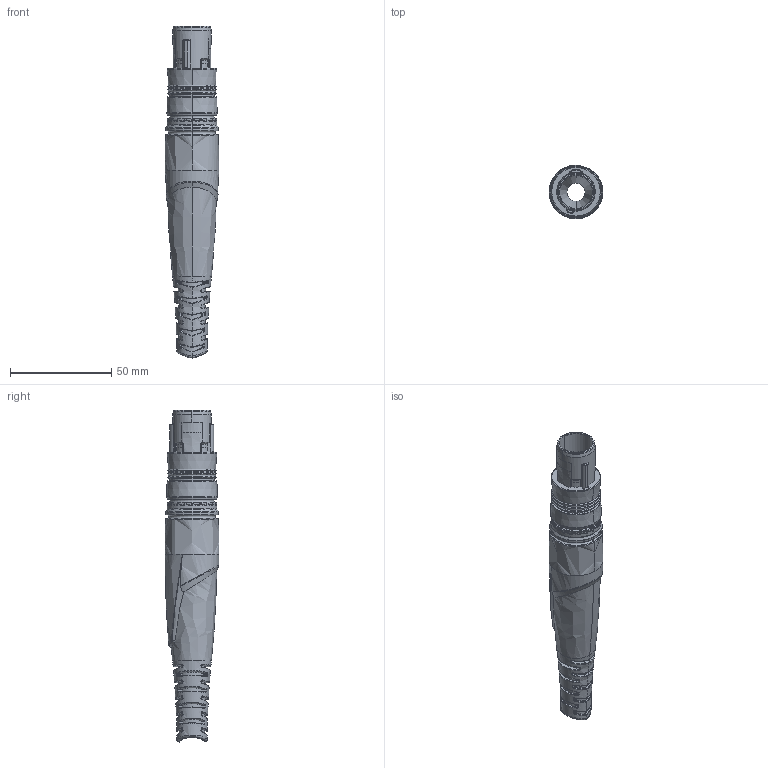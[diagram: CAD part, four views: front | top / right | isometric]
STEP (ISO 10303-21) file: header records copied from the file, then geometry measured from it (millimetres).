
FILE_DESCRIPTION((''),'2;1');
FILE_NAME('D-NO2SMX-XP','2020-11-04T15:43:00',('man'),(''),'CREO PARAMETRIC BY PTC INC, 2019080','CREO PARAMETRIC BY PTC INC, 2019080','');
FILE_SCHEMA(('CONFIG_CONTROL_DESIGN'));
Length unit declared in the file: millimetre
Products named in the file (1): D-NO2SMX-XP
Bounding box: 26.47 x 26.5 x 163.69 mm (x, y, z)
Volume: 34829.1 mm3; surface area: 20176.4 mm2
Topology: 1 solids, 2 shells, 1313 faces, 3162 edges, 1875 vertices
Faces by surface type: bspline 540, cylinder 249, plane 234, cone 104, sphere 89, torus 84, extrusion 13
Entity records: 58348 total; most frequent: CARTESIAN_POINT 32370, ORIENTED_EDGE 6324, DIRECTION 4167, EDGE_CURVE 3162, VERTEX_POINT 1875, AXIS2_PLACEMENT_3D 1755, B_SPLINE_CURVE_WITH_KNOTS 1536, EDGE_LOOP 1339
